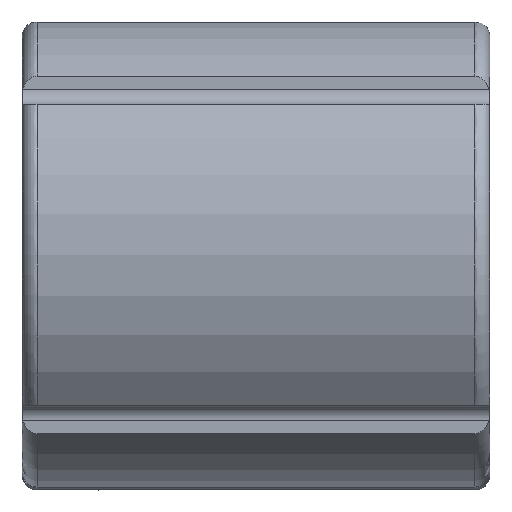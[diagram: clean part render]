
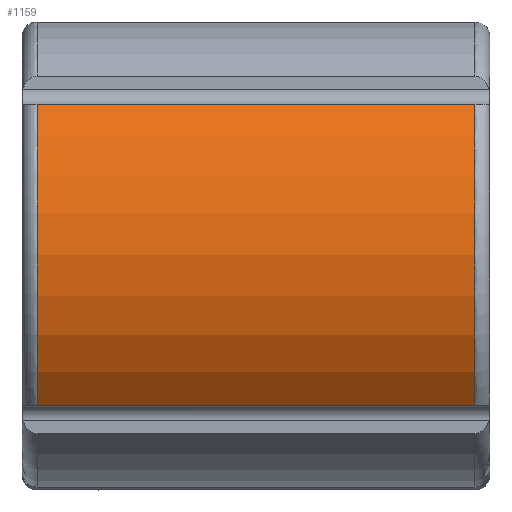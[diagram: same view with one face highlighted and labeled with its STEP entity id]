
A CAD part, left-side view. The second image highlights one B-rep face of the part: STEP entity #1159.
In plain terms, the highlighted cylindrical face has radius 3.975 mm (diameter 7.95 mm), a partial arc.
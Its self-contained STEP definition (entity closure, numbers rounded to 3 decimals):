
#44 = VECTOR ( 'NONE', #867, 1000. ) ;
#48 = CARTESIAN_POINT ( 'NONE',  ( -8., 3.725, 4. ) ) ;
#77 = CYLINDRICAL_SURFACE ( 'NONE', #111, 3.975 ) ;
#111 = AXIS2_PLACEMENT_3D ( 'NONE', #1166, #376, #2411 ) ;
#376 = DIRECTION ( 'NONE',  ( 0., -1., 0. ) ) ;
#463 = CARTESIAN_POINT ( 'NONE',  ( -11.04, 3.975, 1.439 ) ) ;
#469 = VERTEX_POINT ( 'NONE', #1870 ) ;
#477 = CIRCLE ( 'NONE', #541, 3.975 ) ;
#541 = AXIS2_PLACEMENT_3D ( 'NONE', #48, #1486, #1290 ) ;
#609 = DIRECTION ( 'NONE',  ( 0., 0., 1. ) ) ;
#845 = VERTEX_POINT ( 'NONE', #2640 ) ;
#867 = DIRECTION ( 'NONE',  ( 0., -1., 0. ) ) ;
#956 = EDGE_CURVE ( 'NONE', #469, #845, #1234, .T. ) ;
#980 = CARTESIAN_POINT ( 'NONE',  ( -11.04, -3.725, 1.439 ) ) ;
#1015 = CARTESIAN_POINT ( 'NONE',  ( -11.04, 3.725, 1.439 ) ) ;
#1159 = ADVANCED_FACE ( 'NONE', ( #2474 ), #77, .T. ) ;
#1166 = CARTESIAN_POINT ( 'NONE',  ( -8., 3.975, 4. ) ) ;
#1226 = CARTESIAN_POINT ( 'NONE',  ( -8., -3.725, 4. ) ) ;
#1234 = LINE ( 'NONE', #1935, #44 ) ;
#1256 = ORIENTED_EDGE ( 'NONE', *, *, #1508, .T. ) ;
#1290 = DIRECTION ( 'NONE',  ( 0., 0., 1. ) ) ;
#1303 = ORIENTED_EDGE ( 'NONE', *, *, #956, .F. ) ;
#1453 = LINE ( 'NONE', #463, #2000 ) ;
#1486 = DIRECTION ( 'NONE',  ( 0., -1., 0. ) ) ;
#1508 = EDGE_CURVE ( 'NONE', #1959, #1866, #1453, .T. ) ;
#1622 = ORIENTED_EDGE ( 'NONE', *, *, #2013, .T. ) ;
#1833 = AXIS2_PLACEMENT_3D ( 'NONE', #1226, #2645, #609 ) ;
#1866 = VERTEX_POINT ( 'NONE', #980 ) ;
#1870 = CARTESIAN_POINT ( 'NONE',  ( -11.04, 3.725, 6.561 ) ) ;
#1935 = CARTESIAN_POINT ( 'NONE',  ( -11.04, 3.975, 6.561 ) ) ;
#1959 = VERTEX_POINT ( 'NONE', #1015 ) ;
#2000 = VECTOR ( 'NONE', #2347, 1000. ) ;
#2013 = EDGE_CURVE ( 'NONE', #1866, #845, #2533, .T. ) ;
#2027 = ORIENTED_EDGE ( 'NONE', *, *, #2466, .T. ) ;
#2253 = EDGE_LOOP ( 'NONE', ( #1303, #2027, #1256, #1622 ) ) ;
#2347 = DIRECTION ( 'NONE',  ( 0., -1., 0. ) ) ;
#2411 = DIRECTION ( 'NONE',  ( 0., 0., -1. ) ) ;
#2466 = EDGE_CURVE ( 'NONE', #469, #1959, #477, .T. ) ;
#2474 = FACE_OUTER_BOUND ( 'NONE', #2253, .T. ) ;
#2533 = CIRCLE ( 'NONE', #1833, 3.975 ) ;
#2640 = CARTESIAN_POINT ( 'NONE',  ( -11.04, -3.725, 6.561 ) ) ;
#2645 = DIRECTION ( 'NONE',  ( 0., 1., 0. ) ) ;
